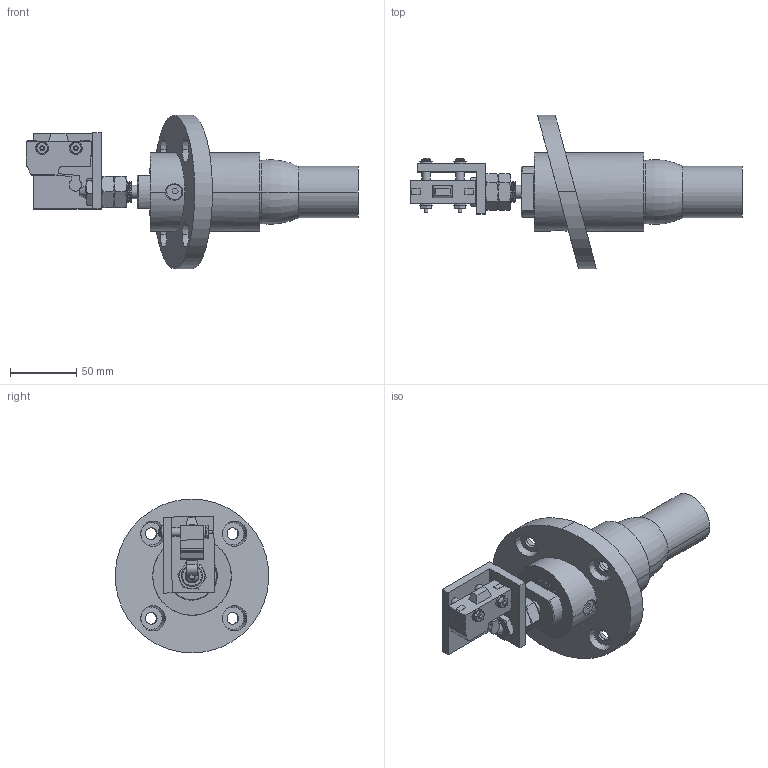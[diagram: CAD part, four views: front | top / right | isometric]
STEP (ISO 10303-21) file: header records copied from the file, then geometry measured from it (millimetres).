
FILE_DESCRIPTION (( 'STEP AP214' ), '1' );
FILE_NAME ('CATSTD-22R28-00X-M01.STEP', '2021-11-02T15:06:18', ( '' ), ( '' ), 'SwSTEP 2.0', 'SolidWorks 2020', '' );
FILE_SCHEMA (( 'AUTOMOTIVE_DESIGN' ));
Length unit declared in the file: inch
Products named in the file (1): CATSTD-22R28-00X-M01
Bounding box: 249.78 x 115.55 x 115.67 mm (x, y, z)
Volume: 430309.1 mm3; surface area: 100980.7 mm2
Topology: 20 solids, 21 shells, 462 faces, 1144 edges, 752 vertices
Faces by surface type: plane 228, cylinder 106, cone 106, bspline 14, torus 6, sphere 2
Full cylindrical faces by diameter (mm): 2.692 x2, 3.505 x2, 3.556 x2, 3.569 x2, 3.658 x2, 3.937 x4, 5.105 x2, 6.236 x1, 6.35 x13, 6.756 x1, 6.858 x2, 7.95 x1, 9.525 x5, 9.652 x1, 10.312 x1, 10.49 x1, 14.684 x1, 15.875 x3, 28.575 x1, 38.1 x1
Entity records: 25387 total; most frequent: CARTESIAN_POINT 9158, ORIENTED_EDGE 2102, DIRECTION 1970, EDGE_CURVE 1051, AXIS2_PLACEMENT_3D 760, VERTEX_POINT 721, EDGE_LOOP 574, FACE_OUTER_BOUND 497
